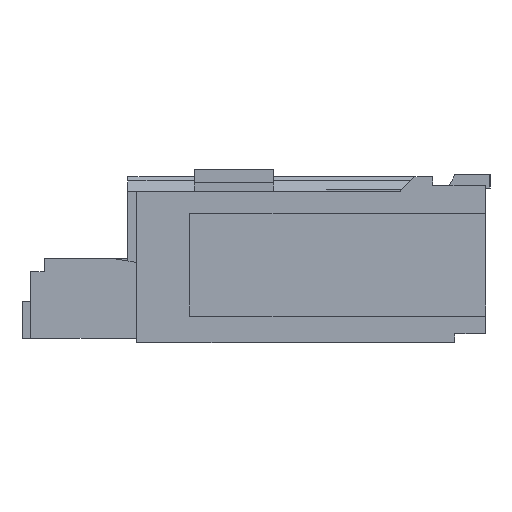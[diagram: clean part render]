
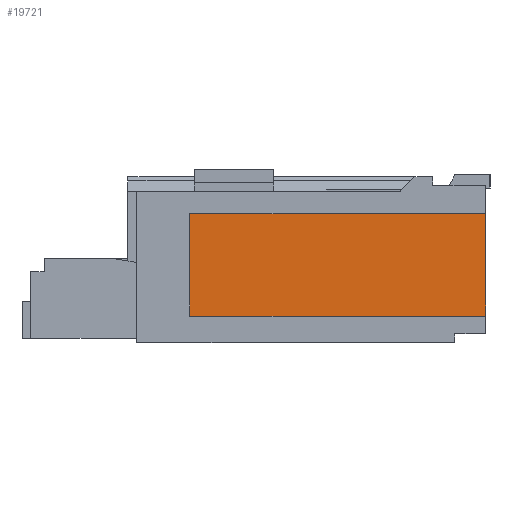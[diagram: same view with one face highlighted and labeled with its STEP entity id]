
A CAD part, left-side view. The second image highlights one B-rep face of the part: STEP entity #19721.
In plain terms, the highlighted planar face has unit normal (-1, 0, 0).
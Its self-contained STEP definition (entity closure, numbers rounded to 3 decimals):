
#6976=DIRECTION('',(0.,-1.,0.));
#6977=VECTOR('',#6976,3.35);
#6978=CARTESIAN_POINT('',(-5.85,3.35,-1.58));
#6979=LINE('',#6978,#6977);
#6984=DIRECTION('',(0.,0.,-1.));
#6985=VECTOR('',#6984,1.16);
#6986=CARTESIAN_POINT('',(-5.85,0.,-0.42));
#6987=LINE('',#6986,#6985);
#7020=DIRECTION('',(0.,0.,1.));
#7021=VECTOR('',#7020,1.16);
#7022=CARTESIAN_POINT('',(-5.85,3.35,-1.58));
#7023=LINE('',#7022,#7021);
#8021=DIRECTION('',(0.,-1.,0.));
#8022=VECTOR('',#8021,3.35);
#8023=CARTESIAN_POINT('',(-5.85,3.35,-0.42));
#8024=LINE('',#8023,#8022);
#8695=CARTESIAN_POINT('',(-5.85,0.,-1.58));
#8697=VERTEX_POINT('',#8695);
#8699=CARTESIAN_POINT('',(-5.85,0.,-0.42));
#8701=VERTEX_POINT('',#8699);
#8707=CARTESIAN_POINT('',(-5.85,3.35,-1.58));
#8708=CARTESIAN_POINT('',(-5.85,3.35,-0.42));
#8709=VERTEX_POINT('',#8707);
#8710=VERTEX_POINT('',#8708);
#19708=CARTESIAN_POINT('',(-5.85,3.35,-1.58));
#19709=DIRECTION('',(1.,0.,0.));
#19710=DIRECTION('',(0.,-1.,0.));
#19711=AXIS2_PLACEMENT_3D('',#19708,#19709,#19710);
#19712=PLANE('',#19711);
#19713=ORIENTED_EDGE('',*,*,#19672,.T.);
#19714=ORIENTED_EDGE('',*,*,#19661,.F.);
#19716=ORIENTED_EDGE('',*,*,#19715,.T.);
#19718=ORIENTED_EDGE('',*,*,#19717,.T.);
#19719=EDGE_LOOP('',(#19713,#19714,#19716,#19718));
#19720=FACE_OUTER_BOUND('',#19719,.F.);
#19721=ADVANCED_FACE('',(#19720),#19712,.F.);
#19661=EDGE_CURVE('',#8709,#8697,#6979,.T.);
#19672=EDGE_CURVE('',#8701,#8697,#6987,.T.);
#19715=EDGE_CURVE('',#8709,#8710,#7023,.T.);
#19717=EDGE_CURVE('',#8710,#8701,#8024,.T.);
